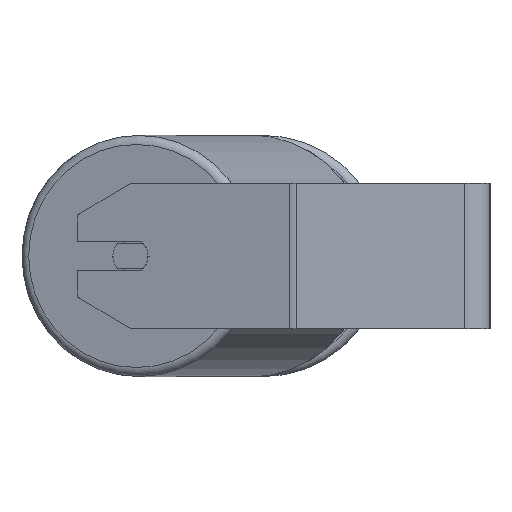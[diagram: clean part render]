
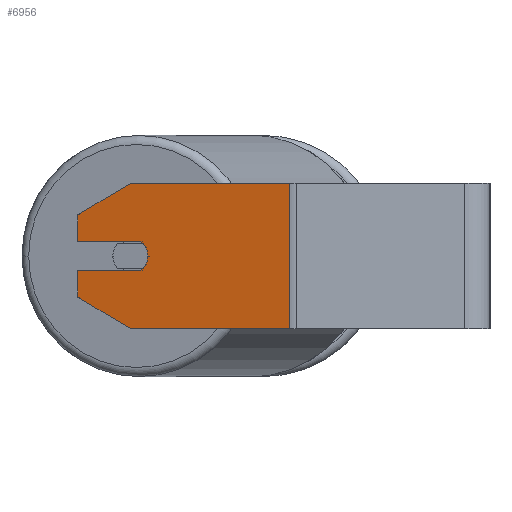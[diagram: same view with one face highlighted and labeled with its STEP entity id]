
A CAD part, left-side view. The second image highlights one B-rep face of the part: STEP entity #6956.
In plain terms, the highlighted planar face has unit normal (-0.966, 0.259, 0).
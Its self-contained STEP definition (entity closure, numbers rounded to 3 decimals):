
#24 = CIRCLE ( 'NONE', #5251, 10. ) ;
#152 = CIRCLE ( 'NONE', #3537, 10. ) ;
#224 = CARTESIAN_POINT ( 'NONE',  ( -408.225, 227.27, 8. ) ) ;
#253 = EDGE_CURVE ( 'NONE', #1723, #8428, #774, .T. ) ;
#269 = VECTOR ( 'NONE', #5634, 1000. ) ;
#272 = EDGE_CURVE ( 'NONE', #1723, #8431, #2841, .T. ) ;
#346 = DIRECTION ( 'NONE',  ( 0., 0., -1. ) ) ;
#523 = ORIENTED_EDGE ( 'NONE', *, *, #5109, .T. ) ;
#752 = VERTEX_POINT ( 'NONE', #2741 ) ;
#774 = LINE ( 'NONE', #2269, #269 ) ;
#815 = DIRECTION ( 'NONE',  ( -0.259, -0.966, 0. ) ) ;
#999 = FACE_OUTER_BOUND ( 'NONE', #3513, .T. ) ;
#1058 = ORIENTED_EDGE ( 'NONE', *, *, #5861, .T. ) ;
#1155 = VECTOR ( 'NONE', #3735, 1000. ) ;
#1240 = LINE ( 'NONE', #5230, #1690 ) ;
#1260 = VECTOR ( 'NONE', #815, 1000. ) ;
#1593 = DIRECTION ( 'NONE',  ( -0.259, -0.966, 0. ) ) ;
#1690 = VECTOR ( 'NONE', #5942, 1000. ) ;
#1723 = VERTEX_POINT ( 'NONE', #3290 ) ;
#1734 = CARTESIAN_POINT ( 'NONE',  ( -439.523, 110.466, 40. ) ) ;
#1742 = VERTEX_POINT ( 'NONE', #4045 ) ;
#2018 = ORIENTED_EDGE ( 'NONE', *, *, #3229, .F. ) ;
#2079 = EDGE_CURVE ( 'NONE', #7028, #8209, #1240, .T. ) ;
#2104 = VECTOR ( 'NONE', #2351, 1000. ) ;
#2191 = ORIENTED_EDGE ( 'NONE', *, *, #2276, .F. ) ;
#2269 = CARTESIAN_POINT ( 'NONE',  ( -408.225, 227.27, 22.679 ) ) ;
#2276 = EDGE_CURVE ( 'NONE', #1742, #4438, #152, .T. ) ;
#2351 = DIRECTION ( 'NONE',  ( 0.259, 0.966, 0. ) ) ;
#2436 = LINE ( 'NONE', #2965, #1155 ) ;
#2741 = CARTESIAN_POINT ( 'NONE',  ( -408.225, 227.27, -8. ) ) ;
#2841 = LINE ( 'NONE', #7505, #1260 ) ;
#2906 = ORIENTED_EDGE ( 'NONE', *, *, #2079, .T. ) ;
#2965 = CARTESIAN_POINT ( 'NONE',  ( -408.225, 227.27, 40. ) ) ;
#3025 = DIRECTION ( 'NONE',  ( 0.259, 0.966, 0. ) ) ;
#3102 = LINE ( 'NONE', #8433, #2104 ) ;
#3159 = CARTESIAN_POINT ( 'NONE',  ( -415.99, 198.292, -40. ) ) ;
#3229 = EDGE_CURVE ( 'NONE', #752, #8204, #7045, .T. ) ;
#3263 = VECTOR ( 'NONE', #6297, 1000. ) ;
#3290 = CARTESIAN_POINT ( 'NONE',  ( -415.99, 198.292, 40. ) ) ;
#3391 = ORIENTED_EDGE ( 'NONE', *, *, #4335, .F. ) ;
#3513 = EDGE_LOOP ( 'NONE', ( #6861, #2018, #523, #4315, #2906, #5603, #3795, #5428, #1058, #3391, #2191 ) ) ;
#3537 = AXIS2_PLACEMENT_3D ( 'NONE', #7661, #5580, #1593 ) ;
#3598 = CARTESIAN_POINT ( 'NONE',  ( -417.543, 192.497, -8. ) ) ;
#3700 = CARTESIAN_POINT ( 'NONE',  ( -408.225, 227.27, 40. ) ) ;
#3735 = DIRECTION ( 'NONE',  ( 0., 0., -1. ) ) ;
#3794 = CARTESIAN_POINT ( 'NONE',  ( -417.543, 192.497, -8. ) ) ;
#3795 = ORIENTED_EDGE ( 'NONE', *, *, #272, .F. ) ;
#4045 = CARTESIAN_POINT ( 'NONE',  ( -418.578, 188.633, 0. ) ) ;
#4315 = ORIENTED_EDGE ( 'NONE', *, *, #5760, .T. ) ;
#4324 = DIRECTION ( 'NONE',  ( 0.966, -0.259, 0. ) ) ;
#4335 = EDGE_CURVE ( 'NONE', #4438, #6562, #3102, .T. ) ;
#4396 = LINE ( 'NONE', #6260, #5560 ) ;
#4438 = VERTEX_POINT ( 'NONE', #8468 ) ;
#4847 = DIRECTION ( 'NONE',  ( -0.966, 0.259, 0. ) ) ;
#4892 = DIRECTION ( 'NONE',  ( 0., 0., -1. ) ) ;
#4977 = VECTOR ( 'NONE', #8211, 1000. ) ;
#5109 = EDGE_CURVE ( 'NONE', #752, #7275, #8618, .T. ) ;
#5209 = CARTESIAN_POINT ( 'NONE',  ( -439.523, 110.466, -40. ) ) ;
#5230 = CARTESIAN_POINT ( 'NONE',  ( -408.225, 227.27, -40. ) ) ;
#5251 = AXIS2_PLACEMENT_3D ( 'NONE', #8340, #4847, #6211 ) ;
#5428 = ORIENTED_EDGE ( 'NONE', *, *, #253, .T. ) ;
#5552 = LINE ( 'NONE', #8168, #4977 ) ;
#5560 = VECTOR ( 'NONE', #4892, 1000. ) ;
#5580 = DIRECTION ( 'NONE',  ( -0.966, 0.259, 0. ) ) ;
#5603 = ORIENTED_EDGE ( 'NONE', *, *, #7239, .F. ) ;
#5634 = DIRECTION ( 'NONE',  ( 0.224, 0.837, -0.5 ) ) ;
#5685 = CARTESIAN_POINT ( 'NONE',  ( -408.225, 227.27, -22.679 ) ) ;
#5744 = EDGE_CURVE ( 'NONE', #8204, #1742, #24, .T. ) ;
#5760 = EDGE_CURVE ( 'NONE', #7275, #7028, #5552, .T. ) ;
#5861 = EDGE_CURVE ( 'NONE', #8428, #6562, #2436, .T. ) ;
#5942 = DIRECTION ( 'NONE',  ( -0.259, -0.966, 0. ) ) ;
#6211 = DIRECTION ( 'NONE',  ( -0.259, -0.966, 0. ) ) ;
#6260 = CARTESIAN_POINT ( 'NONE',  ( -439.523, 110.466, 40. ) ) ;
#6297 = DIRECTION ( 'NONE',  ( -0.259, -0.966, 0. ) ) ;
#6405 = CARTESIAN_POINT ( 'NONE',  ( -408.225, 227.27, 40. ) ) ;
#6437 = PLANE ( 'NONE',  #7260 ) ;
#6562 = VERTEX_POINT ( 'NONE', #224 ) ;
#6861 = ORIENTED_EDGE ( 'NONE', *, *, #5744, .F. ) ;
#6956 = ADVANCED_FACE ( 'NONE', ( #999 ), #6437, .F. ) ;
#7028 = VERTEX_POINT ( 'NONE', #3159 ) ;
#7045 = LINE ( 'NONE', #3598, #3263 ) ;
#7239 = EDGE_CURVE ( 'NONE', #8431, #8209, #4396, .T. ) ;
#7260 = AXIS2_PLACEMENT_3D ( 'NONE', #3700, #4324, #3025 ) ;
#7275 = VERTEX_POINT ( 'NONE', #5685 ) ;
#7505 = CARTESIAN_POINT ( 'NONE',  ( -408.225, 227.27, 40. ) ) ;
#7661 = CARTESIAN_POINT ( 'NONE',  ( -415.99, 198.292, 0. ) ) ;
#8168 = CARTESIAN_POINT ( 'NONE',  ( -415.99, 198.292, -40. ) ) ;
#8204 = VERTEX_POINT ( 'NONE', #3794 ) ;
#8209 = VERTEX_POINT ( 'NONE', #5209 ) ;
#8211 = DIRECTION ( 'NONE',  ( -0.224, -0.837, -0.5 ) ) ;
#8218 = VECTOR ( 'NONE', #346, 1000. ) ;
#8274 = CARTESIAN_POINT ( 'NONE',  ( -408.225, 227.27, 22.679 ) ) ;
#8340 = CARTESIAN_POINT ( 'NONE',  ( -415.99, 198.292, 0. ) ) ;
#8428 = VERTEX_POINT ( 'NONE', #8274 ) ;
#8431 = VERTEX_POINT ( 'NONE', #1734 ) ;
#8433 = CARTESIAN_POINT ( 'NONE',  ( -417.543, 192.497, 8. ) ) ;
#8468 = CARTESIAN_POINT ( 'NONE',  ( -417.543, 192.497, 8. ) ) ;
#8618 = LINE ( 'NONE', #6405, #8218 ) ;
